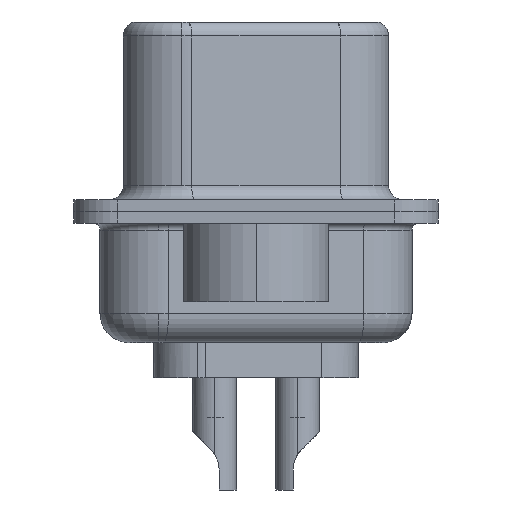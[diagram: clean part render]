
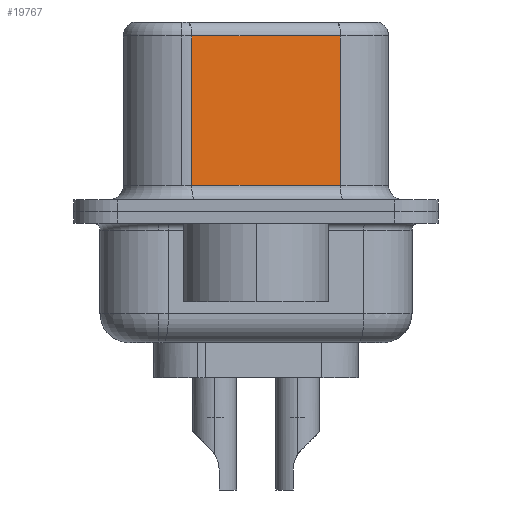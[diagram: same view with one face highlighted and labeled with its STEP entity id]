
A CAD part, left-side view. The second image highlights one B-rep face of the part: STEP entity #19767.
In plain terms, the highlighted planar face has unit normal (-0.985, -0.174, 0).
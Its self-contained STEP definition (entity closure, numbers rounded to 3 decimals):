
#846 = CARTESIAN_POINT ( 'NONE',  ( 4.58, -2.897, 0.9 ) ) ;
#1551 = CARTESIAN_POINT ( 'NONE',  ( 3.68, 2.203, 6.02 ) ) ;
#1815 = CARTESIAN_POINT ( 'NONE',  ( 3.68, 2.203, 0.9 ) ) ;
#3050 = PLANE ( 'NONE',  #19292 ) ;
#3109 = ORIENTED_EDGE ( 'NONE', *, *, #24702, .T. ) ;
#3241 = ORIENTED_EDGE ( 'NONE', *, *, #16536, .F. ) ;
#3489 = VERTEX_POINT ( 'NONE', #1551 ) ;
#3690 = CARTESIAN_POINT ( 'NONE',  ( 4.58, -2.897, 6.02 ) ) ;
#4662 = EDGE_CURVE ( 'NONE', #3489, #20979, #10886, .T. ) ;
#4865 = DIRECTION ( 'NONE',  ( 0.174, -0.985, 0. ) ) ;
#5715 = DIRECTION ( 'NONE',  ( 0., 0., -1. ) ) ;
#6838 = ORIENTED_EDGE ( 'NONE', *, *, #4662, .T. ) ;
#7674 = EDGE_LOOP ( 'NONE', ( #3241, #3109, #6838, #18402 ) ) ;
#9145 = CARTESIAN_POINT ( 'NONE',  ( 4.58, -2.897, 6.52 ) ) ;
#9335 = VECTOR ( 'NONE', #12367, 1000. ) ;
#9651 = VERTEX_POINT ( 'NONE', #11044 ) ;
#10537 = VECTOR ( 'NONE', #4865, 1000. ) ;
#10886 = LINE ( 'NONE', #24793, #21133 ) ;
#11008 = DIRECTION ( 'NONE',  ( 0., 0., -1. ) ) ;
#11044 = CARTESIAN_POINT ( 'NONE',  ( 4.58, -2.897, 0.9 ) ) ;
#12367 = DIRECTION ( 'NONE',  ( -0.174, 0.985, 0. ) ) ;
#13484 = EDGE_CURVE ( 'NONE', #20979, #9651, #16074, .T. ) ;
#14170 = LINE ( 'NONE', #23732, #9335 ) ;
#16074 = LINE ( 'NONE', #846, #10537 ) ;
#16436 = VERTEX_POINT ( 'NONE', #3690 ) ;
#16536 = EDGE_CURVE ( 'NONE', #16436, #9651, #17309, .T. ) ;
#17180 = VECTOR ( 'NONE', #5715, 1000. ) ;
#17309 = LINE ( 'NONE', #19098, #17180 ) ;
#18402 = ORIENTED_EDGE ( 'NONE', *, *, #13484, .T. ) ;
#18836 = FACE_OUTER_BOUND ( 'NONE', #7674, .T. ) ;
#19098 = CARTESIAN_POINT ( 'NONE',  ( 4.58, -2.897, 6.52 ) ) ;
#19292 = AXIS2_PLACEMENT_3D ( 'NONE', #9145, #24710, #24585 ) ;
#19767 = ADVANCED_FACE ( 'NONE', ( #18836 ), #3050, .F. ) ;
#20979 = VERTEX_POINT ( 'NONE', #1815 ) ;
#21133 = VECTOR ( 'NONE', #11008, 1000. ) ;
#23732 = CARTESIAN_POINT ( 'NONE',  ( 4.58, -2.897, 6.02 ) ) ;
#24585 = DIRECTION ( 'NONE',  ( -0.174, 0.985, 0. ) ) ;
#24702 = EDGE_CURVE ( 'NONE', #16436, #3489, #14170, .T. ) ;
#24710 = DIRECTION ( 'NONE',  ( 0.985, 0.174, 0. ) ) ;
#24793 = CARTESIAN_POINT ( 'NONE',  ( 3.68, 2.203, 6.52 ) ) ;
